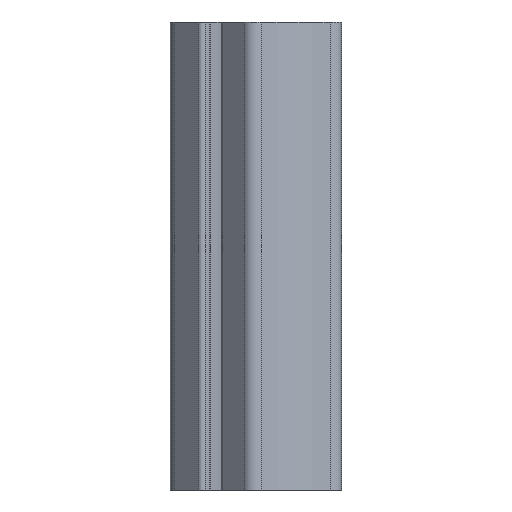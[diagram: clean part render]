
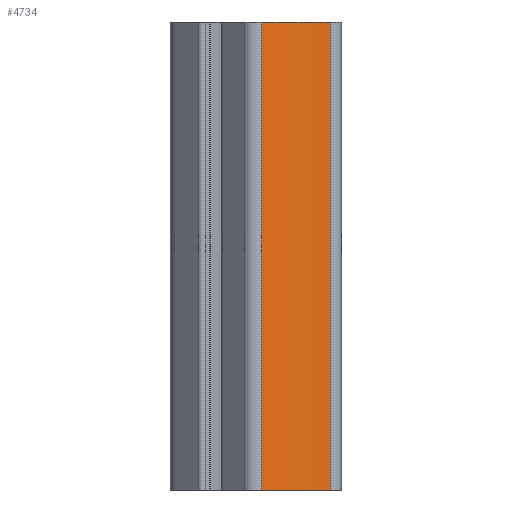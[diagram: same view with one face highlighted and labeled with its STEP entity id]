
A CAD part, left-side view. The second image highlights one B-rep face of the part: STEP entity #4734.
In plain terms, the highlighted cylindrical face has radius 40 mm (diameter 80 mm), a partial arc.
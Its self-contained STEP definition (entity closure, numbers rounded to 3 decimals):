
#45 = PLANE('',#46);
#46 = AXIS2_PLACEMENT_3D('',#47,#48,#49);
#47 = CARTESIAN_POINT('',(16.012,23.201,150.));
#48 = DIRECTION('',(0.,0.,1.));
#49 = DIRECTION('',(1.,-0.,0.));
#106 = PLANE('',#107);
#107 = AXIS2_PLACEMENT_3D('',#108,#109,#110);
#108 = CARTESIAN_POINT('',(16.012,23.201,0.));
#109 = DIRECTION('',(0.,0.,1.));
#110 = DIRECTION('',(1.,-0.,0.));
#3369 = VERTEX_POINT('',#3370);
#3370 = CARTESIAN_POINT('',(-0.166,3.636,0.));
#3385 = CYLINDRICAL_SURFACE('',#3386,4.);
#3386 = AXIS2_PLACEMENT_3D('',#3387,#3388,#3389);
#3387 = CARTESIAN_POINT('',(3.818,4.,0.));
#3388 = DIRECTION('',(-0.,-0.,-1.));
#3389 = DIRECTION('',(-0.996,-0.091,0.));
#3397 = EDGE_CURVE('',#3369,#3398,#3400,.T.);
#3398 = VERTEX_POINT('',#3399);
#3399 = CARTESIAN_POINT('',(-9.262,25.596,0.));
#3400 = SURFACE_CURVE('',#3401,(#3406,#3413),.PCURVE_S1.);
#3401 = CIRCLE('',#3402,40.);
#3402 = AXIS2_PLACEMENT_3D('',#3403,#3404,#3405);
#3403 = CARTESIAN_POINT('',(-40.,0.,0.));
#3404 = DIRECTION('',(0.,-0.,1.));
#3405 = DIRECTION('',(0.996,0.091,0.));
#3406 = PCURVE('',#106,#3407);
#3407 = DEFINITIONAL_REPRESENTATION('',(#3408),#3412);
#3408 = CIRCLE('',#3409,40.);
#3409 = AXIS2_PLACEMENT_2D('',#3410,#3411);
#3410 = CARTESIAN_POINT('',(-56.012,-23.201));
#3411 = DIRECTION('',(0.996,0.091));
#3412 = ( GEOMETRIC_REPRESENTATION_CONTEXT(2) 
PARAMETRIC_REPRESENTATION_CONTEXT() REPRESENTATION_CONTEXT('2D SPACE',''
  ) );
#3413 = PCURVE('',#3414,#3419);
#3414 = CYLINDRICAL_SURFACE('',#3415,40.);
#3415 = AXIS2_PLACEMENT_3D('',#3416,#3417,#3418);
#3416 = CARTESIAN_POINT('',(-40.,0.,0.));
#3417 = DIRECTION('',(0.,-0.,-1.));
#3418 = DIRECTION('',(0.996,0.091,0.));
#3419 = DEFINITIONAL_REPRESENTATION('',(#3420),#3424);
#3420 = LINE('',#3421,#3422);
#3421 = CARTESIAN_POINT('',(6.283,0.));
#3422 = VECTOR('',#3423,1.);
#3423 = DIRECTION('',(-1.,0.));
#3424 = ( GEOMETRIC_REPRESENTATION_CONTEXT(2) 
PARAMETRIC_REPRESENTATION_CONTEXT() REPRESENTATION_CONTEXT('2D SPACE',''
  ) );
#3443 = CYLINDRICAL_SURFACE('',#3444,4.);
#3444 = AXIS2_PLACEMENT_3D('',#3445,#3446,#3447);
#3445 = CARTESIAN_POINT('',(-6.188,28.155,0.));
#3446 = DIRECTION('',(-0.,-0.,-1.));
#3447 = DIRECTION('',(-0.707,0.707,0.));
#4442 = VERTEX_POINT('',#4443);
#4443 = CARTESIAN_POINT('',(-9.262,25.596,150.));
#4471 = EDGE_CURVE('',#3398,#4442,#4472,.T.);
#4472 = SURFACE_CURVE('',#4473,(#4477,#4484),.PCURVE_S1.);
#4473 = LINE('',#4474,#4475);
#4474 = CARTESIAN_POINT('',(-9.262,25.596,0.));
#4475 = VECTOR('',#4476,1.);
#4476 = DIRECTION('',(0.,0.,1.));
#4477 = PCURVE('',#3443,#4478);
#4478 = DEFINITIONAL_REPRESENTATION('',(#4479),#4483);
#4479 = LINE('',#4480,#4481);
#4480 = CARTESIAN_POINT('',(4.803,0.));
#4481 = VECTOR('',#4482,1.);
#4482 = DIRECTION('',(0.,-1.));
#4483 = ( GEOMETRIC_REPRESENTATION_CONTEXT(2) 
PARAMETRIC_REPRESENTATION_CONTEXT() REPRESENTATION_CONTEXT('2D SPACE',''
  ) );
#4484 = PCURVE('',#3414,#4485);
#4485 = DEFINITIONAL_REPRESENTATION('',(#4486),#4490);
#4486 = LINE('',#4487,#4488);
#4487 = CARTESIAN_POINT('',(5.68,0.));
#4488 = VECTOR('',#4489,1.);
#4489 = DIRECTION('',(0.,-1.));
#4490 = ( GEOMETRIC_REPRESENTATION_CONTEXT(2) 
PARAMETRIC_REPRESENTATION_CONTEXT() REPRESENTATION_CONTEXT('2D SPACE',''
  ) );
#4685 = VERTEX_POINT('',#4686);
#4686 = CARTESIAN_POINT('',(-0.166,3.636,150.));
#4712 = EDGE_CURVE('',#3369,#4685,#4713,.T.);
#4713 = SURFACE_CURVE('',#4714,(#4718,#4725),.PCURVE_S1.);
#4714 = LINE('',#4715,#4716);
#4715 = CARTESIAN_POINT('',(-0.166,3.636,0.));
#4716 = VECTOR('',#4717,1.);
#4717 = DIRECTION('',(0.,0.,1.));
#4718 = PCURVE('',#3385,#4719);
#4719 = DEFINITIONAL_REPRESENTATION('',(#4720),#4724);
#4720 = LINE('',#4721,#4722);
#4721 = CARTESIAN_POINT('',(6.283,0.));
#4722 = VECTOR('',#4723,1.);
#4723 = DIRECTION('',(0.,-1.));
#4724 = ( GEOMETRIC_REPRESENTATION_CONTEXT(2) 
PARAMETRIC_REPRESENTATION_CONTEXT() REPRESENTATION_CONTEXT('2D SPACE',''
  ) );
#4725 = PCURVE('',#3414,#4726);
#4726 = DEFINITIONAL_REPRESENTATION('',(#4727),#4731);
#4727 = LINE('',#4728,#4729);
#4728 = CARTESIAN_POINT('',(6.283,0.));
#4729 = VECTOR('',#4730,1.);
#4730 = DIRECTION('',(0.,-1.));
#4731 = ( GEOMETRIC_REPRESENTATION_CONTEXT(2) 
PARAMETRIC_REPRESENTATION_CONTEXT() REPRESENTATION_CONTEXT('2D SPACE',''
  ) );
#4734 = ADVANCED_FACE('',(#4735),#3414,.F.);
#4735 = FACE_BOUND('',#4736,.F.);
#4736 = EDGE_LOOP('',(#4737,#4738,#4739,#4740));
#4737 = ORIENTED_EDGE('',*,*,#4712,.F.);
#4738 = ORIENTED_EDGE('',*,*,#3397,.T.);
#4739 = ORIENTED_EDGE('',*,*,#4471,.T.);
#4740 = ORIENTED_EDGE('',*,*,#4741,.F.);
#4741 = EDGE_CURVE('',#4685,#4442,#4742,.T.);
#4742 = SURFACE_CURVE('',#4743,(#4748,#4755),.PCURVE_S1.);
#4743 = CIRCLE('',#4744,40.);
#4744 = AXIS2_PLACEMENT_3D('',#4745,#4746,#4747);
#4745 = CARTESIAN_POINT('',(-40.,0.,150.));
#4746 = DIRECTION('',(0.,-0.,1.));
#4747 = DIRECTION('',(0.996,0.091,0.));
#4748 = PCURVE('',#3414,#4749);
#4749 = DEFINITIONAL_REPRESENTATION('',(#4750),#4754);
#4750 = LINE('',#4751,#4752);
#4751 = CARTESIAN_POINT('',(6.283,-150.));
#4752 = VECTOR('',#4753,1.);
#4753 = DIRECTION('',(-1.,0.));
#4754 = ( GEOMETRIC_REPRESENTATION_CONTEXT(2) 
PARAMETRIC_REPRESENTATION_CONTEXT() REPRESENTATION_CONTEXT('2D SPACE',''
  ) );
#4755 = PCURVE('',#45,#4756);
#4756 = DEFINITIONAL_REPRESENTATION('',(#4757),#4761);
#4757 = CIRCLE('',#4758,40.);
#4758 = AXIS2_PLACEMENT_2D('',#4759,#4760);
#4759 = CARTESIAN_POINT('',(-56.012,-23.201));
#4760 = DIRECTION('',(0.996,0.091));
#4761 = ( GEOMETRIC_REPRESENTATION_CONTEXT(2) 
PARAMETRIC_REPRESENTATION_CONTEXT() REPRESENTATION_CONTEXT('2D SPACE',''
  ) );
